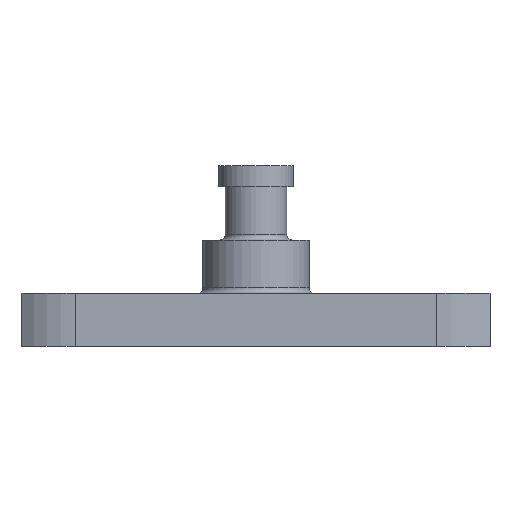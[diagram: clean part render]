
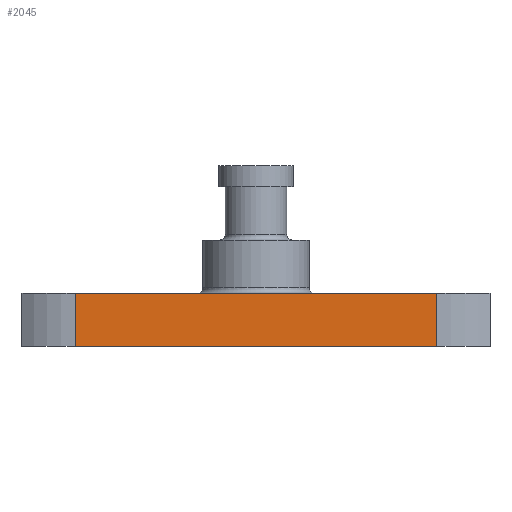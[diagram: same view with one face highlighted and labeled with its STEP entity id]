
A CAD part, front view. The second image highlights one B-rep face of the part: STEP entity #2045.
In plain terms, the highlighted planar face has unit normal (0, -1, 0).
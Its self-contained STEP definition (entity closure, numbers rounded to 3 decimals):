
#323=FACE_OUTER_BOUND('',#454,.T.);
#454=EDGE_LOOP('',(#1873,#1874,#1875,#1876));
#531=LINE('',#3295,#704);
#574=LINE('',#3508,#747);
#628=LINE('',#3702,#801);
#629=LINE('',#3704,#802);
#704=VECTOR('',#2379,10.);
#747=VECTOR('',#2546,10.);
#801=VECTOR('',#2752,10.);
#802=VECTOR('',#2755,10.);
#887=VERTEX_POINT('',#3292);
#888=VERTEX_POINT('',#3294);
#955=VERTEX_POINT('',#3505);
#956=VERTEX_POINT('',#3507);
#1119=EDGE_CURVE('',#887,#888,#531,.T.);
#1207=EDGE_CURVE('',#956,#955,#574,.T.);
#1294=EDGE_CURVE('',#955,#888,#628,.T.);
#1295=EDGE_CURVE('',#956,#887,#629,.T.);
#1873=ORIENTED_EDGE('',*,*,#1207,.T.);
#1874=ORIENTED_EDGE('',*,*,#1294,.T.);
#1875=ORIENTED_EDGE('',*,*,#1119,.F.);
#1876=ORIENTED_EDGE('',*,*,#1295,.F.);
#1938=PLANE('',#2234);
#2045=ADVANCED_FACE('',(#323),#1938,.T.);
#2234=AXIS2_PLACEMENT_3D('',#3703,#2753,#2754);
#2379=DIRECTION('',(1.,0.,0.));
#2546=DIRECTION('',(1.,0.,0.));
#2752=DIRECTION('',(0.,0.,1.));
#2753=DIRECTION('center_axis',(0.,-1.,0.));
#2754=DIRECTION('ref_axis',(1.,0.,0.));
#2755=DIRECTION('',(0.,0.,1.));
#3292=CARTESIAN_POINT('',(342.184,9.563,5.));
#3294=CARTESIAN_POINT('',(376.184,9.563,5.));
#3295=CARTESIAN_POINT('',(342.184,9.563,5.));
#3505=CARTESIAN_POINT('',(376.184,9.563,0.));
#3507=CARTESIAN_POINT('',(342.184,9.563,0.));
#3508=CARTESIAN_POINT('',(342.184,9.563,0.));
#3702=CARTESIAN_POINT('',(376.184,9.563,0.));
#3703=CARTESIAN_POINT('Origin',(342.184,9.563,0.));
#3704=CARTESIAN_POINT('',(342.184,9.563,0.));
